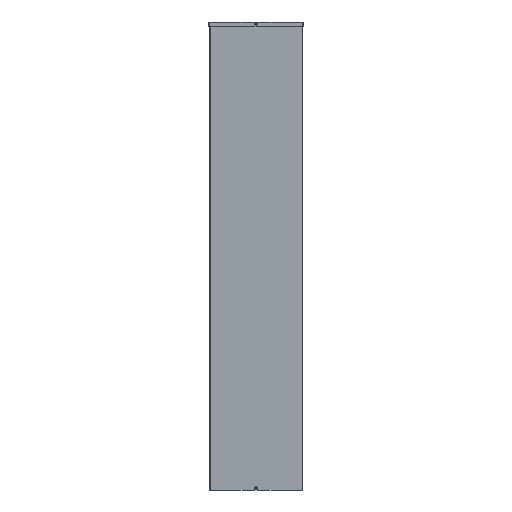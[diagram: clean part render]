
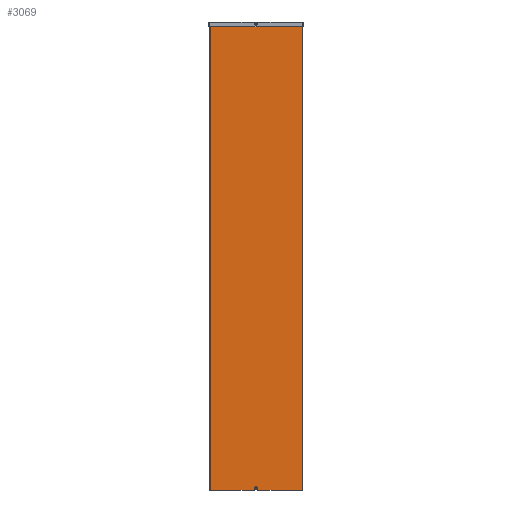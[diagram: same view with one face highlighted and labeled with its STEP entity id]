
A CAD part, front view. The second image highlights one B-rep face of the part: STEP entity #3069.
In plain terms, the highlighted planar face has unit normal (0, -1, 0).
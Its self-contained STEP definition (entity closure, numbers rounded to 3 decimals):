
#46 = DIRECTION ( 'NONE',  ( 1., 0., 0. ) ) ;
#81 = DIRECTION ( 'NONE',  ( 0., -1., 0. ) ) ;
#82 = ORIENTED_EDGE ( 'NONE', *, *, #1036, .T. ) ;
#104 = ORIENTED_EDGE ( 'NONE', *, *, #6174, .T. ) ;
#164 = CARTESIAN_POINT ( 'NONE',  ( -300., 0., -2969. ) ) ;
#165 = PLANE ( 'NONE',  #926 ) ;
#260 = CARTESIAN_POINT ( 'NONE',  ( -299., 0., -2969. ) ) ;
#278 = CIRCLE ( 'NONE', #1243, 0.5 ) ;
#326 = VERTEX_POINT ( 'NONE', #563 ) ;
#348 = DIRECTION ( 'NONE',  ( 1., 0., 0. ) ) ;
#365 = EDGE_CURVE ( 'NONE', #5487, #6040, #3847, .T. ) ;
#410 = CARTESIAN_POINT ( 'NONE',  ( 0., 0., -2955. ) ) ;
#451 = DIRECTION ( 'NONE',  ( 1., 0., 0. ) ) ;
#468 = AXIS2_PLACEMENT_3D ( 'NONE', #924, #5590, #348 ) ;
#474 = AXIS2_PLACEMENT_3D ( 'NONE', #4775, #1829, #4040 ) ;
#488 = DIRECTION ( 'NONE',  ( 1., 0., 0. ) ) ;
#517 = CARTESIAN_POINT ( 'NONE',  ( 300., 0., -2969. ) ) ;
#553 = VERTEX_POINT ( 'NONE', #648 ) ;
#563 = CARTESIAN_POINT ( 'NONE',  ( 11.207, 0., -2969. ) ) ;
#584 = CARTESIAN_POINT ( 'NONE',  ( -10.854, 0., -2968.854 ) ) ;
#611 = FACE_OUTER_BOUND ( 'NONE', #4985, .T. ) ;
#648 = CARTESIAN_POINT ( 'NONE',  ( 299., 0., 0. ) ) ;
#779 = VECTOR ( 'NONE', #451, 1000. ) ;
#819 = DIRECTION ( 'NONE',  ( 0.707, 0., 0.707 ) ) ;
#858 = ORIENTED_EDGE ( 'NONE', *, *, #5212, .F. ) ;
#924 = CARTESIAN_POINT ( 'NONE',  ( -11.207, 0., -2968.5 ) ) ;
#926 = AXIS2_PLACEMENT_3D ( 'NONE', #517, #81, #46 ) ;
#955 = VERTEX_POINT ( 'NONE', #1235 ) ;
#1036 = EDGE_CURVE ( 'NONE', #4400, #2929, #4379, .T. ) ;
#1068 = VECTOR ( 'NONE', #5194, 1000. ) ;
#1074 = ORIENTED_EDGE ( 'NONE', *, *, #2586, .T. ) ;
#1105 = ORIENTED_EDGE ( 'NONE', *, *, #6200, .T. ) ;
#1175 = CARTESIAN_POINT ( 'NONE',  ( 299., 0., -2969. ) ) ;
#1233 = DIRECTION ( 'NONE',  ( 0., 0., 1. ) ) ;
#1235 = CARTESIAN_POINT ( 'NONE',  ( 0., 0., -2962.3 ) ) ;
#1239 = VECTOR ( 'NONE', #5434, 1000. ) ;
#1243 = AXIS2_PLACEMENT_3D ( 'NONE', #5473, #5436, #488 ) ;
#1280 = CARTESIAN_POINT ( 'NONE',  ( 10.293, 0., -2968.5 ) ) ;
#1385 = CIRCLE ( 'NONE', #468, 0.5 ) ;
#1389 = CARTESIAN_POINT ( 'NONE',  ( -144.5, 0., -2813.5 ) ) ;
#1581 = CARTESIAN_POINT ( 'NONE',  ( 11.207, 0., -2968.5 ) ) ;
#1635 = VERTEX_POINT ( 'NONE', #2775 ) ;
#1652 = ORIENTED_EDGE ( 'NONE', *, *, #6126, .T. ) ;
#1676 = DIRECTION ( 'NONE',  ( 0., 0., 1. ) ) ;
#1802 = CARTESIAN_POINT ( 'NONE',  ( -10.293, 0., -2968.5 ) ) ;
#1804 = VECTOR ( 'NONE', #1676, 1000. ) ;
#1829 = DIRECTION ( 'NONE',  ( 0., 1., 0. ) ) ;
#1832 = CIRCLE ( 'NONE', #2116, 0.5 ) ;
#1930 = ORIENTED_EDGE ( 'NONE', *, *, #4419, .T. ) ;
#1934 = LINE ( 'NONE', #1175, #1804 ) ;
#1994 = VECTOR ( 'NONE', #3231, 1000. ) ;
#2035 = VECTOR ( 'NONE', #3423, 1000. ) ;
#2116 = AXIS2_PLACEMENT_3D ( 'NONE', #1581, #5217, #5819 ) ;
#2233 = ORIENTED_EDGE ( 'NONE', *, *, #2888, .F. ) ;
#2304 = ORIENTED_EDGE ( 'NONE', *, *, #3867, .F. ) ;
#2310 = LINE ( 'NONE', #3158, #2035 ) ;
#2515 = CARTESIAN_POINT ( 'NONE',  ( 10.854, 0., -2968.854 ) ) ;
#2528 = DIRECTION ( 'NONE',  ( 0., 1., 0. ) ) ;
#2548 = CARTESIAN_POINT ( 'NONE',  ( -11.207, 0., -2969. ) ) ;
#2586 = EDGE_CURVE ( 'NONE', #4864, #553, #1934, .T. ) ;
#2597 = AXIS2_PLACEMENT_3D ( 'NONE', #410, #2528, #4499 ) ;
#2644 = ORIENTED_EDGE ( 'NONE', *, *, #6142, .T. ) ;
#2775 = CARTESIAN_POINT ( 'NONE',  ( 10.646, 0., -2968.646 ) ) ;
#2817 = CARTESIAN_POINT ( 'NONE',  ( -299., 0., 0. ) ) ;
#2888 = EDGE_CURVE ( 'NONE', #3135, #553, #3986, .T. ) ;
#2929 = VERTEX_POINT ( 'NONE', #5667 ) ;
#3069 = ADVANCED_FACE ( 'NONE', ( #5388, #611 ), #165, .T. ) ;
#3135 = VERTEX_POINT ( 'NONE', #5904 ) ;
#3158 = CARTESIAN_POINT ( 'NONE',  ( -300., 0., -2969. ) ) ;
#3220 = CIRCLE ( 'NONE', #474, 7.3 ) ;
#3231 = DIRECTION ( 'NONE',  ( 1., 0., 0. ) ) ;
#3423 = DIRECTION ( 'NONE',  ( 1., 0., 0. ) ) ;
#3467 = CARTESIAN_POINT ( 'NONE',  ( -10.293, 0., -2969. ) ) ;
#3613 = LINE ( 'NONE', #5468, #1239 ) ;
#3621 = VERTEX_POINT ( 'NONE', #4671 ) ;
#3821 = CIRCLE ( 'NONE', #4343, 0.5 ) ;
#3847 = LINE ( 'NONE', #164, #779 ) ;
#3867 = EDGE_CURVE ( 'NONE', #3621, #3135, #5165, .T. ) ;
#3986 = LINE ( 'NONE', #2817, #1068 ) ;
#4024 = EDGE_CURVE ( 'NONE', #5170, #1635, #278, .T. ) ;
#4040 = DIRECTION ( 'NONE',  ( 0., 0., 1. ) ) ;
#4108 = CARTESIAN_POINT ( 'NONE',  ( 300., 0., 0. ) ) ;
#4132 = EDGE_CURVE ( 'NONE', #6040, #4400, #1385, .T. ) ;
#4217 = VECTOR ( 'NONE', #819, 1000. ) ;
#4343 = AXIS2_PLACEMENT_3D ( 'NONE', #3467, #5125, #5184 ) ;
#4379 = LINE ( 'NONE', #5895, #4217 ) ;
#4400 = VERTEX_POINT ( 'NONE', #584 ) ;
#4419 = EDGE_CURVE ( 'NONE', #5538, #326, #1832, .T. ) ;
#4499 = DIRECTION ( 'NONE',  ( 0., 0., 1. ) ) ;
#4502 = ORIENTED_EDGE ( 'NONE', *, *, #4024, .T. ) ;
#4609 = ORIENTED_EDGE ( 'NONE', *, *, #6023, .T. ) ;
#4625 = LINE ( 'NONE', #1389, #5564 ) ;
#4671 = CARTESIAN_POINT ( 'NONE',  ( -299., 0., 0. ) ) ;
#4689 = EDGE_CURVE ( 'NONE', #955, #6075, #5360, .T. ) ;
#4775 = CARTESIAN_POINT ( 'NONE',  ( 0., 0., -2955. ) ) ;
#4864 = VERTEX_POINT ( 'NONE', #5586 ) ;
#4935 = VERTEX_POINT ( 'NONE', #1802 ) ;
#4937 = LINE ( 'NONE', #5598, #5206 ) ;
#4985 = EDGE_LOOP ( 'NONE', ( #1105, #1930, #2644, #1074, #2233, #2304, #858, #5576, #5605, #82, #104, #1652, #4502 ) ) ;
#5125 = DIRECTION ( 'NONE',  ( 0., 1., 0. ) ) ;
#5165 = LINE ( 'NONE', #4108, #1994 ) ;
#5170 = VERTEX_POINT ( 'NONE', #1280 ) ;
#5184 = DIRECTION ( 'NONE',  ( 1., 0., 0. ) ) ;
#5194 = DIRECTION ( 'NONE',  ( 1., 0., 0. ) ) ;
#5206 = VECTOR ( 'NONE', #1233, 1000. ) ;
#5212 = EDGE_CURVE ( 'NONE', #5487, #3621, #4937, .T. ) ;
#5217 = DIRECTION ( 'NONE',  ( 0., -1., 0. ) ) ;
#5360 = CIRCLE ( 'NONE', #2597, 7.3 ) ;
#5388 = FACE_BOUND ( 'NONE', #6146, .T. ) ;
#5434 = DIRECTION ( 'NONE',  ( 1., 0., 0. ) ) ;
#5436 = DIRECTION ( 'NONE',  ( 0., 1., 0. ) ) ;
#5468 = CARTESIAN_POINT ( 'NONE',  ( -300., 0., -2968.5 ) ) ;
#5473 = CARTESIAN_POINT ( 'NONE',  ( 10.293, 0., -2969. ) ) ;
#5487 = VERTEX_POINT ( 'NONE', #260 ) ;
#5538 = VERTEX_POINT ( 'NONE', #2515 ) ;
#5564 = VECTOR ( 'NONE', #6089, 1000. ) ;
#5576 = ORIENTED_EDGE ( 'NONE', *, *, #365, .T. ) ;
#5586 = CARTESIAN_POINT ( 'NONE',  ( 299., 0., -2969. ) ) ;
#5590 = DIRECTION ( 'NONE',  ( 0., -1., 0. ) ) ;
#5598 = CARTESIAN_POINT ( 'NONE',  ( -299., 0., -2969. ) ) ;
#5605 = ORIENTED_EDGE ( 'NONE', *, *, #4132, .T. ) ;
#5667 = CARTESIAN_POINT ( 'NONE',  ( -10.646, 0., -2968.646 ) ) ;
#5819 = DIRECTION ( 'NONE',  ( 1., 0., 0. ) ) ;
#5850 = ORIENTED_EDGE ( 'NONE', *, *, #4689, .T. ) ;
#5895 = CARTESIAN_POINT ( 'NONE',  ( -155.5, 0., -3113.5 ) ) ;
#5904 = CARTESIAN_POINT ( 'NONE',  ( 0., 0., 0. ) ) ;
#6023 = EDGE_CURVE ( 'NONE', #6075, #955, #3220, .T. ) ;
#6040 = VERTEX_POINT ( 'NONE', #2548 ) ;
#6075 = VERTEX_POINT ( 'NONE', #6081 ) ;
#6081 = CARTESIAN_POINT ( 'NONE',  ( 0., 0., -2947.7 ) ) ;
#6089 = DIRECTION ( 'NONE',  ( 0.707, 0., -0.707 ) ) ;
#6126 = EDGE_CURVE ( 'NONE', #4935, #5170, #3613, .T. ) ;
#6142 = EDGE_CURVE ( 'NONE', #326, #4864, #2310, .T. ) ;
#6146 = EDGE_LOOP ( 'NONE', ( #4609, #5850 ) ) ;
#6174 = EDGE_CURVE ( 'NONE', #2929, #4935, #3821, .T. ) ;
#6200 = EDGE_CURVE ( 'NONE', #1635, #5538, #4625, .T. ) ;
